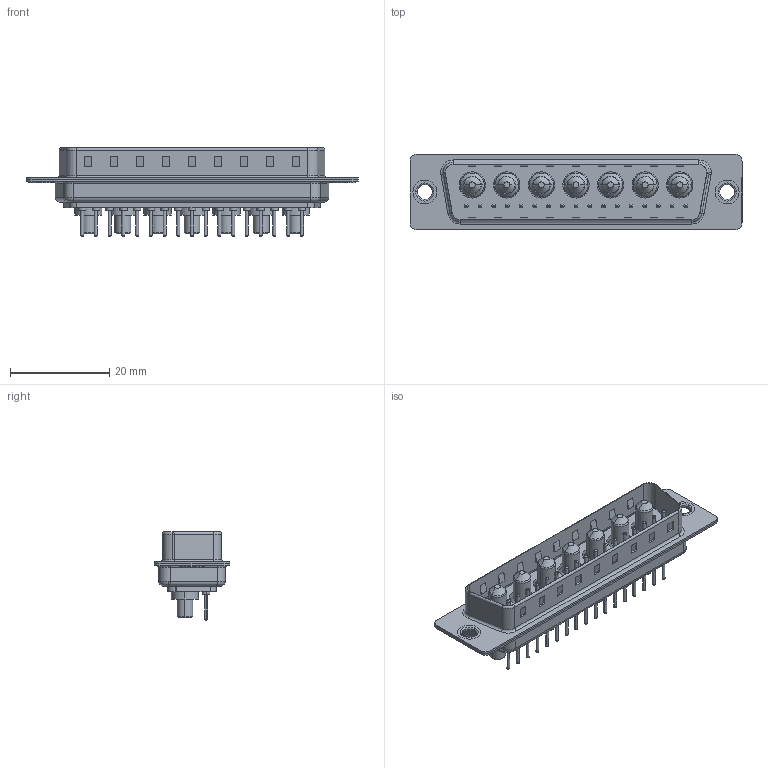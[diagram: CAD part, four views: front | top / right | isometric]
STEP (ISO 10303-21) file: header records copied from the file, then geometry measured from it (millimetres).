
FILE_DESCRIPTION (( 'STEP AP203' ), '1' );
FILE_NAME ('627-24W7624-3T1.STEP', '2019-06-19T00:16:39', ( '' ), ( '' ), 'SwSTEP 2.0', 'SolidWorks 2016', '' );
FILE_SCHEMA (( 'CONFIG_CONTROL_DESIGN' ));
Length unit declared in the file: millimetre
Products named in the file (7): 627-24W7624-3T1; 627Combo Housing_24W7; 627Combo Shell Rear_50 Contacts; 627Combo Shell Front_50 Contacts; 627Combo Thru Hole Rivet; Power Pin_30A S; 627Combo Contact Row 3_24
Assembly tree (29 placements, depth 2):
  627-24W7624-3T1
    627Combo Housing_24W7
    627Combo Shell Rear_50 Contacts
    627Combo Shell Front_50 Contacts
    627Combo Thru Hole Rivet  x2
    Power Pin_30A S  x7
    627Combo Contact Row 3_24  x17
Bounding box: 67 x 15.3 x 17.9 mm (x, y, z)
Volume: 4984 mm3; surface area: 10508.2 mm2
Topology: 36 solids, 36 shells, 1295 faces, 2828 edges, 1722 vertices
Faces by surface type: cylinder 496, plane 392, torus 344, cone 49, bspline 14
Entity records: 19347 total; most frequent: DIRECTION 3346, CARTESIAN_POINT 3116, ORIENTED_EDGE 2904, EDGE_CURVE 1452, AXIS2_PLACEMENT_3D 1282, VERTEX_POINT 922, VECTOR 782, LINE 782
